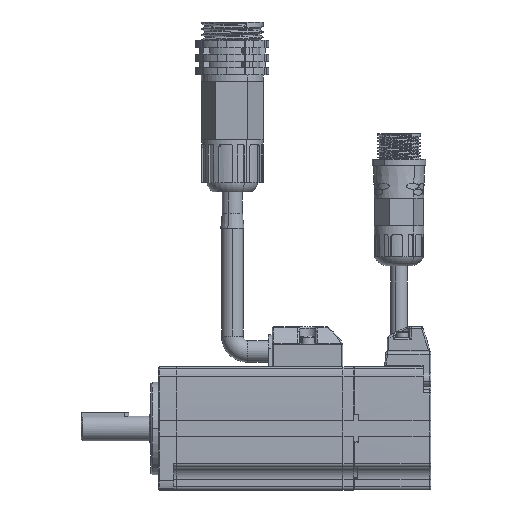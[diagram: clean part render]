
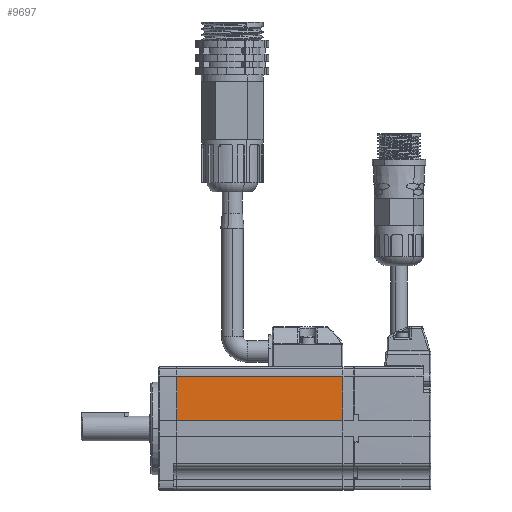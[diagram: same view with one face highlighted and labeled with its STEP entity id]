
A CAD part, front view. The second image highlights one B-rep face of the part: STEP entity #9697.
In plain terms, the highlighted cylindrical face has radius 518.5 mm (diameter 1037 mm), a partial arc.
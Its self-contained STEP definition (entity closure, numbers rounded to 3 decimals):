
#2434 = VERTEX_POINT ( 'NONE', #32111 ) ;
#2936 = DIRECTION ( 'NONE',  ( -1., 0., 0. ) ) ;
#4334 = CIRCLE ( 'NONE', #52888, 518.5 ) ;
#4597 = CARTESIAN_POINT ( 'NONE',  ( 32.623, 32.016, 58.268 ) ) ;
#4999 = VERTEX_POINT ( 'NONE', #37104 ) ;
#5185 = CARTESIAN_POINT ( 'NONE',  ( 86.623, 550.516, 58.268 ) ) ;
#8850 = EDGE_LOOP ( 'NONE', ( #47803, #31379, #38378, #59410 ) ) ;
#9697 = ADVANCED_FACE ( 'NONE', ( #53991 ), #25819, .T. ) ;
#12789 = DIRECTION ( 'NONE',  ( 0., 1., 0. ) ) ;
#19080 = VERTEX_POINT ( 'NONE', #4597 ) ;
#22043 = LINE ( 'NONE', #36465, #59886 ) ;
#24078 = DIRECTION ( 'NONE',  ( -1., 0., 0. ) ) ;
#25819 = CYLINDRICAL_SURFACE ( 'NONE', #63515, 518.5 ) ;
#29368 = EDGE_CURVE ( 'NONE', #2434, #4999, #64469, .T. ) ;
#31045 = DIRECTION ( 'NONE',  ( 0., 0., 1. ) ) ;
#31379 = ORIENTED_EDGE ( 'NONE', *, *, #55084, .T. ) ;
#32111 = CARTESIAN_POINT ( 'NONE',  ( 86.623, 32.219, 72.769 ) ) ;
#32883 = EDGE_CURVE ( 'NONE', #19080, #63324, #4334, .T. ) ;
#32918 = EDGE_CURVE ( 'NONE', #4999, #19080, #22043, .T. ) ;
#36465 = CARTESIAN_POINT ( 'NONE',  ( 87.123, 32.016, 58.268 ) ) ;
#37104 = CARTESIAN_POINT ( 'NONE',  ( 86.623, 32.016, 58.268 ) ) ;
#38378 = ORIENTED_EDGE ( 'NONE', *, *, #32883, .F. ) ;
#42872 = CARTESIAN_POINT ( 'NONE',  ( 32.623, 550.516, 58.268 ) ) ;
#46507 = CARTESIAN_POINT ( 'NONE',  ( 87.123, 550.516, 58.268 ) ) ;
#46596 = CARTESIAN_POINT ( 'NONE',  ( 87.123, 32.219, 72.769 ) ) ;
#47803 = ORIENTED_EDGE ( 'NONE', *, *, #29368, .F. ) ;
#51247 = DIRECTION ( 'NONE',  ( 1., 0., 0. ) ) ;
#52888 = AXIS2_PLACEMENT_3D ( 'NONE', #42872, #64791, #31045 ) ;
#53435 = DIRECTION ( 'NONE',  ( -1., 0., 0. ) ) ;
#53991 = FACE_OUTER_BOUND ( 'NONE', #8850, .T. ) ;
#55084 = EDGE_CURVE ( 'NONE', #2434, #63324, #57567, .T. ) ;
#56929 = DIRECTION ( 'NONE',  ( 0., -1., 0. ) ) ;
#57567 = LINE ( 'NONE', #46596, #65450 ) ;
#59410 = ORIENTED_EDGE ( 'NONE', *, *, #32918, .F. ) ;
#59886 = VECTOR ( 'NONE', #2936, 1000. ) ;
#63324 = VERTEX_POINT ( 'NONE', #64054 ) ;
#63515 = AXIS2_PLACEMENT_3D ( 'NONE', #46507, #24078, #12789 ) ;
#63585 = AXIS2_PLACEMENT_3D ( 'NONE', #5185, #51247, #56929 ) ;
#64054 = CARTESIAN_POINT ( 'NONE',  ( 32.623, 32.219, 72.769 ) ) ;
#64469 = CIRCLE ( 'NONE', #63585, 518.5 ) ;
#64791 = DIRECTION ( 'NONE',  ( -1., 0., 0. ) ) ;
#65450 = VECTOR ( 'NONE', #53435, 1000. ) ;
